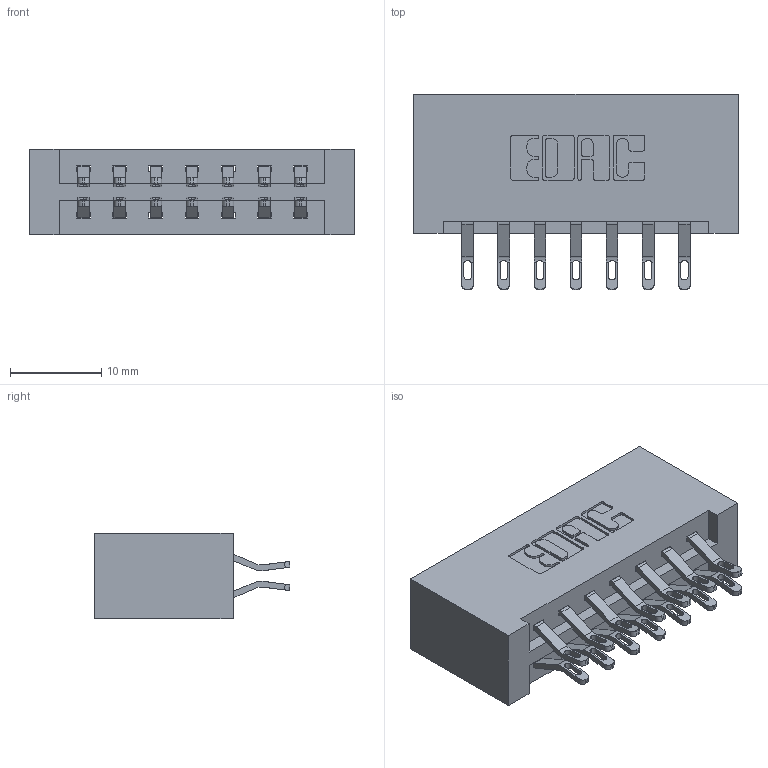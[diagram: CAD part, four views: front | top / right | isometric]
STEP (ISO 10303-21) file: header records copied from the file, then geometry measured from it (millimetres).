
FILE_DESCRIPTION (( 'STEP AP203' ), '1' );
FILE_NAME ('337-014-555-201.STEP', '2019-10-08T11:53:59', ( '' ), ( '' ), 'SwSTEP 2.0', 'SolidWorks 2016', '' );
FILE_SCHEMA (( 'CONFIG_CONTROL_DESIGN' ));
Length unit declared in the file: inch
Products named in the file (3): 345-292-001_555 Tail; 337 Part_No Mounting Lugs; 337-014-555-201
Assembly tree (15 placements, depth 2):
  337-014-555-201
    337 Part_No Mounting Lugs
    345-292-001_555 Tail  x14
Bounding box: 35.61 x 21.47 x 9.4 mm (x, y, z)
Volume: 4088.4 mm3; surface area: 4491.1 mm2
Topology: 15 solids, 15 shells, 946 faces, 2933 edges, 1954 vertices
Faces by surface type: plane 570, cylinder 376
Entity records: 10003 total; most frequent: CARTESIAN_POINT 1748, ORIENTED_EDGE 1654, DIRECTION 1515, EDGE_CURVE 827, VECTOR 687, LINE 687, VERTEX_POINT 550, AXIS2_PLACEMENT_3D 414
